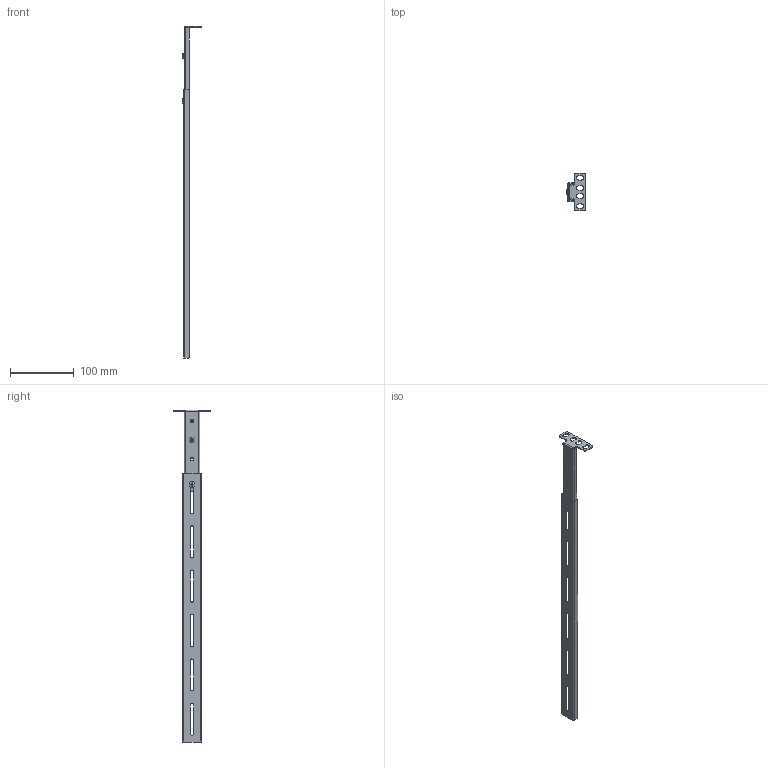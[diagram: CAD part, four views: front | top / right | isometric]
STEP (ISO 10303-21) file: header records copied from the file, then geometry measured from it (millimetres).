
FILE_DESCRIPTION (( 'STEP AP203' ), '1' );
FILE_NAME ('CM-BRACKET2.STEP', '2016-04-12T13:28:52', ( '' ), ( '' ), 'SwSTEP 2.0', 'SolidWorks 2015', '' );
FILE_SCHEMA (( 'CONFIG_CONTROL_DESIGN' ));
Length unit declared in the file: millimetre
Products named in the file (1): CM-BRACKET2
Bounding box: 30.82 x 58 x 519.9 mm (x, y, z)
Surface area: 48960.5 mm2 (no closed solid volume)
Topology: 0 solids, 10 shells, 184 faces, 504 edges, 332 vertices
Faces by surface type: cylinder 87, plane 87, torus 10
Entity records: 6000 total; most frequent: CARTESIAN_POINT 1185, DIRECTION 1022, ORIENTED_EDGE 920, EDGE_CURVE 504, AXIS2_PLACEMENT_3D 377, VERTEX_POINT 332, LINE 268, VECTOR 268
